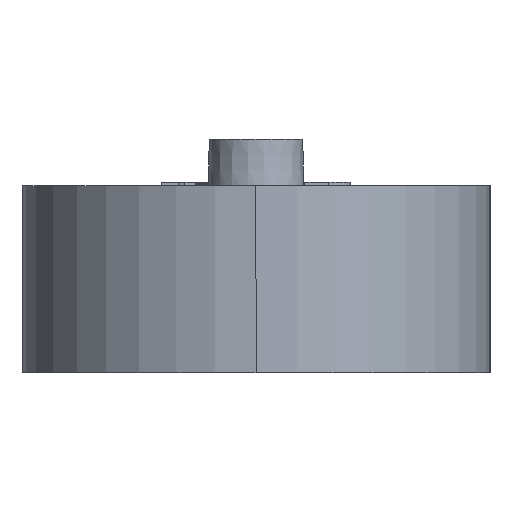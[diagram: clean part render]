
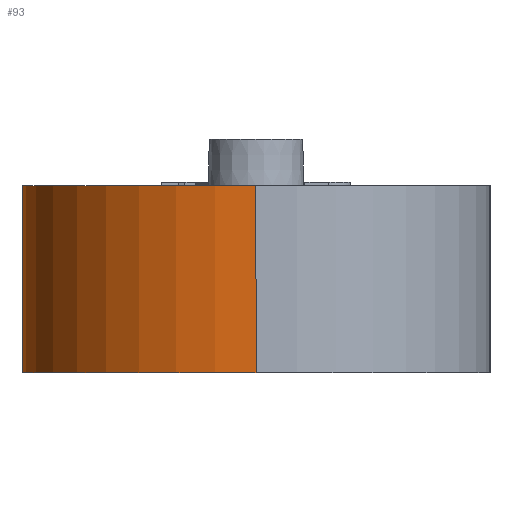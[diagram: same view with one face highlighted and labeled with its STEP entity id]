
A CAD part, left-side view. The second image highlights one B-rep face of the part: STEP entity #93.
In plain terms, the highlighted cylindrical face has radius 12.5 mm (diameter 25 mm), a partial arc.
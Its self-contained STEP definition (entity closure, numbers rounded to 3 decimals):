
#93 = ADVANCED_FACE( '', ( #592 ), #593, .T. );
#592 = FACE_OUTER_BOUND( '', #1484, .T. );
#593 = CYLINDRICAL_SURFACE( '', #1485, 12.5 );
#1484 = EDGE_LOOP( '', ( #2749, #2750, #2751, #2752 ) );
#1485 = AXIS2_PLACEMENT_3D( '', #2753, #2754, #2755 );
#2749 = ORIENTED_EDGE( '', *, *, #5577, .T. );
#2750 = ORIENTED_EDGE( '', *, *, #5967, .F. );
#2751 = ORIENTED_EDGE( '', *, *, #5926, .F. );
#2752 = ORIENTED_EDGE( '', *, *, #5968, .T. );
#2753 = CARTESIAN_POINT( '', ( -46.5, 0., 0. ) );
#2754 = DIRECTION( '', ( 0., 0., -1. ) );
#2755 = DIRECTION( '', ( -1., 0., 0. ) );
#5577 = EDGE_CURVE( '', #6623, #6621, #6624, .T. );
#5926 = EDGE_CURVE( '', #7311, #7313, #7314, .T. );
#5967 = EDGE_CURVE( '', #7313, #6621, #7393, .T. );
#5968 = EDGE_CURVE( '', #7311, #6623, #7394, .T. );
#6621 = VERTEX_POINT( '', #8356 );
#6623 = VERTEX_POINT( '', #8359 );
#6624 = CIRCLE( '', #8360, 12.5 );
#7311 = VERTEX_POINT( '', #9339 );
#7313 = VERTEX_POINT( '', #9341 );
#7314 = CIRCLE( '', #9342, 12.5 );
#7393 = LINE( '', #9453, #9454 );
#7394 = LINE( '', #9455, #9456 );
#8356 = CARTESIAN_POINT( '', ( -46.5, 12.5, 10. ) );
#8359 = CARTESIAN_POINT( '', ( -59., 0., 10. ) );
#8360 = AXIS2_PLACEMENT_3D( '', #11011, #11012, #11013 );
#9339 = CARTESIAN_POINT( '', ( -59., 0., 0. ) );
#9341 = CARTESIAN_POINT( '', ( -46.5, 12.5, 0. ) );
#9342 = AXIS2_PLACEMENT_3D( '', #11474, #11475, #11476 );
#9453 = CARTESIAN_POINT( '', ( -46.5, 12.5, 0. ) );
#9454 = VECTOR( '', #11533, 1000. );
#9455 = CARTESIAN_POINT( '', ( -59., 0., 0. ) );
#9456 = VECTOR( '', #11534, 1000. );
#11011 = CARTESIAN_POINT( '', ( -46.5, 0., 10. ) );
#11012 = DIRECTION( '', ( 0., 0., -1. ) );
#11013 = DIRECTION( '', ( 0., 1., 0. ) );
#11474 = CARTESIAN_POINT( '', ( -46.5, 0., 0. ) );
#11475 = DIRECTION( '', ( 0., 0., -1. ) );
#11476 = DIRECTION( '', ( 0., 1., 0. ) );
#11533 = DIRECTION( '', ( 0., 0., 1. ) );
#11534 = DIRECTION( '', ( 0., 0., 1. ) );
